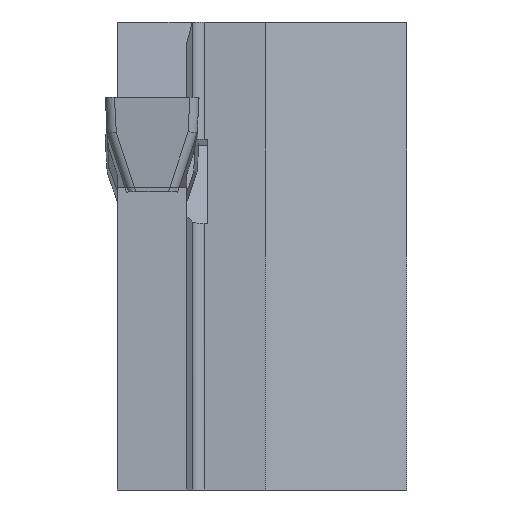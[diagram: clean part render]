
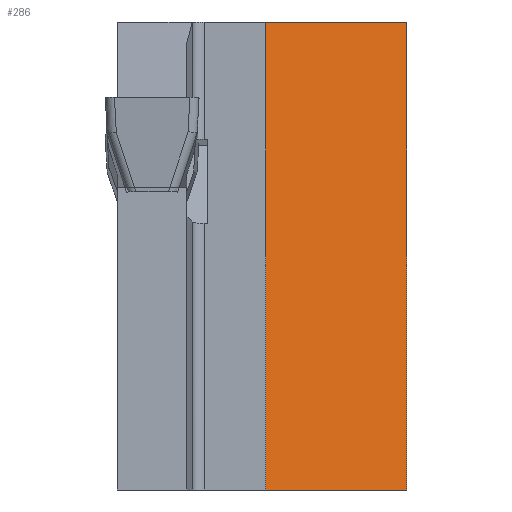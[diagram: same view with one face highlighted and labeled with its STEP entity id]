
A CAD part, left-side view. The second image highlights one B-rep face of the part: STEP entity #286.
In plain terms, the highlighted planar face has unit normal (-0.966, -0.259, 0).
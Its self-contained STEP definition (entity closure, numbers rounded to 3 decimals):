
#286=ADVANCED_FACE('',(#379),#338,.F.);
#338=PLANE('',#1256);
#379=FACE_OUTER_BOUND('',#431,.T.);
#431=EDGE_LOOP('',(#545,#546,#547,#548));
#545=ORIENTED_EDGE('',*,*,#905,.F.);
#546=ORIENTED_EDGE('',*,*,#890,.F.);
#547=ORIENTED_EDGE('',*,*,#906,.T.);
#548=ORIENTED_EDGE('',*,*,#885,.F.);
#787=VERTEX_POINT('',#1649);
#788=VERTEX_POINT('',#1651);
#791=VERTEX_POINT('',#1659);
#792=VERTEX_POINT('',#1661);
#885=EDGE_CURVE('',#787,#788,#1027,.T.);
#890=EDGE_CURVE('',#791,#792,#1031,.T.);
#905=EDGE_CURVE('',#792,#787,#1045,.T.);
#906=EDGE_CURVE('',#791,#788,#1046,.T.);
#1027=LINE('',#1650,#1145);
#1031=LINE('',#1660,#1149);
#1045=LINE('',#1689,#1163);
#1046=LINE('',#1691,#1164);
#1145=VECTOR('',#1356,1.);
#1149=VECTOR('',#1364,1.);
#1163=VECTOR('',#1392,1.);
#1164=VECTOR('',#1395,1.);
#1256=AXIS2_PLACEMENT_3D('',#1692,#1396,#1397);
#1356=DIRECTION('',(-0.259,0.966,0.));
#1364=DIRECTION('',(0.259,-0.966,0.));
#1392=DIRECTION('',(0.,0.,-1.));
#1395=DIRECTION('',(0.,0.,-1.));
#1396=DIRECTION('',(0.966,0.259,0.));
#1397=DIRECTION('',(0.259,-0.966,0.));
#1649=CARTESIAN_POINT('',(29.269,-25.,-32.75));
#1650=CARTESIAN_POINT('',(29.269,-25.,-32.75));
#1651=CARTESIAN_POINT('',(26.,-12.8,-32.75));
#1659=CARTESIAN_POINT('',(26.,-12.8,7.7));
#1660=CARTESIAN_POINT('',(29.269,-25.,7.7));
#1661=CARTESIAN_POINT('',(29.269,-25.,7.7));
#1689=CARTESIAN_POINT('',(29.269,-25.,20.));
#1691=CARTESIAN_POINT('',(26.,-12.8,20.));
#1692=CARTESIAN_POINT('',(29.269,-25.,20.));
